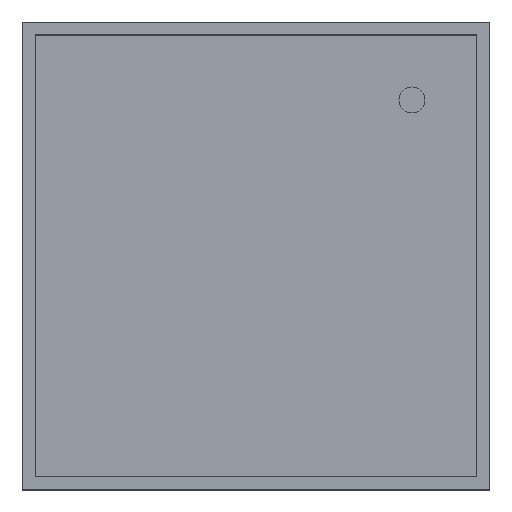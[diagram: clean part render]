
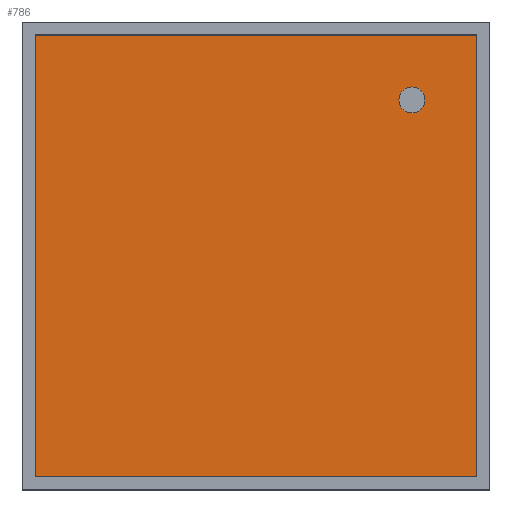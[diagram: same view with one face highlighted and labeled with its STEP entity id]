
A CAD part, top view. The second image highlights one B-rep face of the part: STEP entity #786.
In plain terms, the highlighted planar face has unit normal (0, 0, 1).
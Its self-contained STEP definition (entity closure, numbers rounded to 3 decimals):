
#33=FACE_BOUND('',#84,.T.);
#35=CIRCLE('',#843,0.25);
#41=FACE_OUTER_BOUND('',#83,.T.);
#83=EDGE_LOOP('',(#537,#538,#539,#540));
#84=EDGE_LOOP('',(#541));
#125=LINE('',#1088,#233);
#129=LINE('',#1095,#237);
#132=LINE('',#1101,#240);
#134=LINE('',#1104,#242);
#233=VECTOR('',#888,10.);
#237=VECTOR('',#894,10.);
#240=VECTOR('',#899,10.);
#242=VECTOR('',#903,10.);
#341=VERTEX_POINT('',#1085);
#342=VERTEX_POINT('',#1087);
#344=VERTEX_POINT('',#1093);
#346=VERTEX_POINT('',#1099);
#347=VERTEX_POINT('',#1106);
#413=EDGE_CURVE('',#341,#342,#125,.T.);
#417=EDGE_CURVE('',#344,#341,#129,.T.);
#420=EDGE_CURVE('',#346,#344,#132,.T.);
#422=EDGE_CURVE('',#342,#346,#134,.T.);
#423=EDGE_CURVE('',#347,#347,#35,.T.);
#537=ORIENTED_EDGE('',*,*,#422,.F.);
#538=ORIENTED_EDGE('',*,*,#413,.F.);
#539=ORIENTED_EDGE('',*,*,#417,.F.);
#540=ORIENTED_EDGE('',*,*,#420,.F.);
#541=ORIENTED_EDGE('',*,*,#423,.F.);
#745=PLANE('',#842);
#786=ADVANCED_FACE('',(#41,#33),#745,.T.);
#842=AXIS2_PLACEMENT_3D('',#1105,#904,#905);
#843=AXIS2_PLACEMENT_3D('',#1107,#906,#907);
#888=DIRECTION('',(-1.,0.,0.));
#894=DIRECTION('',(0.,-1.,0.));
#899=DIRECTION('',(1.,0.,0.));
#903=DIRECTION('',(0.,1.,0.));
#904=DIRECTION('center_axis',(0.,0.,1.));
#905=DIRECTION('ref_axis',(-1.,0.,0.));
#906=DIRECTION('center_axis',(0.,0.,1.));
#907=DIRECTION('ref_axis',(-1.,0.,0.));
#1085=CARTESIAN_POINT('',(4.25,-4.25,1.7));
#1087=CARTESIAN_POINT('',(-4.25,-4.25,1.7));
#1088=CARTESIAN_POINT('',(-4.25,-4.25,1.7));
#1093=CARTESIAN_POINT('',(4.25,4.25,1.7));
#1095=CARTESIAN_POINT('',(4.25,-4.25,1.7));
#1099=CARTESIAN_POINT('',(-4.25,4.25,1.7));
#1101=CARTESIAN_POINT('',(4.25,4.25,1.7));
#1104=CARTESIAN_POINT('',(-4.25,4.25,1.7));
#1105=CARTESIAN_POINT('Origin',(0.,0.,1.7));
#1106=CARTESIAN_POINT('',(3.25,3.,1.7));
#1107=CARTESIAN_POINT('Origin',(3.,3.,1.7));
